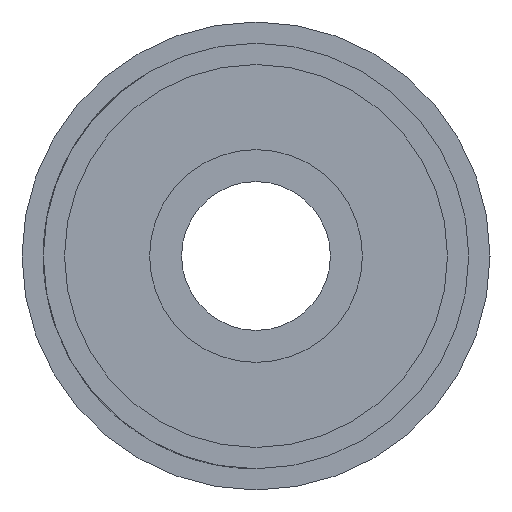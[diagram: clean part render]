
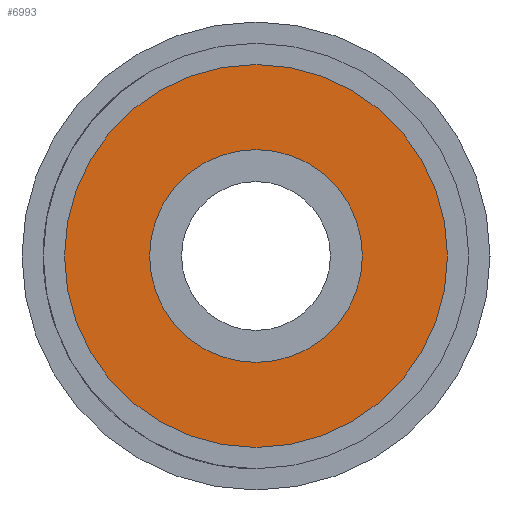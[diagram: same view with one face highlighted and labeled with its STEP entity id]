
A CAD part, left-side view. The second image highlights one B-rep face of the part: STEP entity #6993.
In plain terms, the highlighted planar face has unit normal (-1, 0, 0).
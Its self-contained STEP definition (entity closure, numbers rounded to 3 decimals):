
#621 = FACE_BOUND ( 'NONE', #3326, .T. ) ;
#1043 = CARTESIAN_POINT ( 'NONE',  ( 0., 0., 0. ) ) ;
#1121 = AXIS2_PLACEMENT_3D ( 'NONE', #2561, #6260, #3704 ) ;
#1215 = DIRECTION ( 'NONE',  ( -1., 0., 0. ) ) ;
#1474 = CIRCLE ( 'NONE', #4370, 2.5 ) ;
#1597 = AXIS2_PLACEMENT_3D ( 'NONE', #5466, #1215, #7245 ) ;
#1669 = DIRECTION ( 'NONE',  ( 0., 0., 1. ) ) ;
#1670 = EDGE_LOOP ( 'NONE', ( #7586, #1720 ) ) ;
#1720 = ORIENTED_EDGE ( 'NONE', *, *, #6030, .T. ) ;
#1830 = ORIENTED_EDGE ( 'NONE', *, *, #4341, .F. ) ;
#1872 = AXIS2_PLACEMENT_3D ( 'NONE', #6764, #3022, #6642 ) ;
#2016 = CARTESIAN_POINT ( 'NONE',  ( 0., 0., 4.5 ) ) ;
#2536 = CARTESIAN_POINT ( 'NONE',  ( 0., 0., -2.5 ) ) ;
#2561 = CARTESIAN_POINT ( 'NONE',  ( 0., 0., 0. ) ) ;
#2580 = VERTEX_POINT ( 'NONE', #2536 ) ;
#2610 = ORIENTED_EDGE ( 'NONE', *, *, #7764, .F. ) ;
#2774 = VERTEX_POINT ( 'NONE', #3365 ) ;
#2777 = DIRECTION ( 'NONE',  ( -1., 0., 0. ) ) ;
#2874 = AXIS2_PLACEMENT_3D ( 'NONE', #5292, #7731, #1669 ) ;
#3022 = DIRECTION ( 'NONE',  ( 1., 0., 0. ) ) ;
#3238 = CIRCLE ( 'NONE', #1597, 4.5 ) ;
#3246 = EDGE_CURVE ( 'NONE', #6512, #5817, #3238, .T. ) ;
#3326 = EDGE_LOOP ( 'NONE', ( #1830, #2610 ) ) ;
#3365 = CARTESIAN_POINT ( 'NONE',  ( 0., 0., 2.5 ) ) ;
#3691 = FACE_OUTER_BOUND ( 'NONE', #1670, .T. ) ;
#3704 = DIRECTION ( 'NONE',  ( 0., 0., 1. ) ) ;
#4341 = EDGE_CURVE ( 'NONE', #2774, #2580, #1474, .T. ) ;
#4370 = AXIS2_PLACEMENT_3D ( 'NONE', #1043, #2777, #5175 ) ;
#4636 = CARTESIAN_POINT ( 'NONE',  ( 0., 0., -4.5 ) ) ;
#4759 = CIRCLE ( 'NONE', #2874, 4.5 ) ;
#5175 = DIRECTION ( 'NONE',  ( 0., 0., 1. ) ) ;
#5292 = CARTESIAN_POINT ( 'NONE',  ( 0., 0., 0. ) ) ;
#5466 = CARTESIAN_POINT ( 'NONE',  ( 0., 0., 0. ) ) ;
#5817 = VERTEX_POINT ( 'NONE', #4636 ) ;
#6030 = EDGE_CURVE ( 'NONE', #5817, #6512, #4759, .T. ) ;
#6260 = DIRECTION ( 'NONE',  ( -1., 0., 0. ) ) ;
#6512 = VERTEX_POINT ( 'NONE', #2016 ) ;
#6642 = DIRECTION ( 'NONE',  ( 0., 0., -1. ) ) ;
#6764 = CARTESIAN_POINT ( 'NONE',  ( 0., 0., 0. ) ) ;
#6993 = ADVANCED_FACE ( 'NONE', ( #621, #3691 ), #7353, .F. ) ;
#7245 = DIRECTION ( 'NONE',  ( 0., 0., 1. ) ) ;
#7293 = CIRCLE ( 'NONE', #1121, 2.5 ) ;
#7353 = PLANE ( 'NONE',  #1872 ) ;
#7586 = ORIENTED_EDGE ( 'NONE', *, *, #3246, .T. ) ;
#7731 = DIRECTION ( 'NONE',  ( -1., 0., 0. ) ) ;
#7764 = EDGE_CURVE ( 'NONE', #2580, #2774, #7293, .T. ) ;
